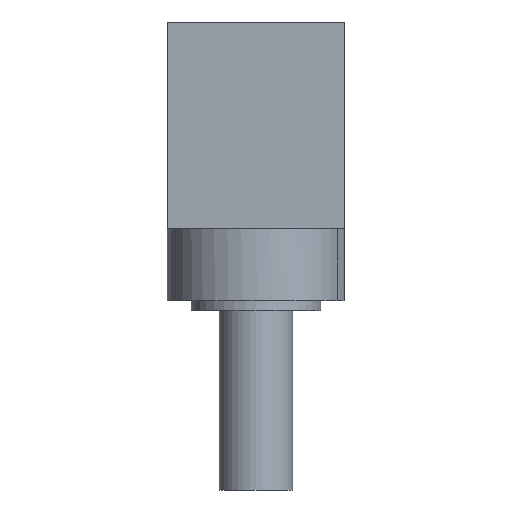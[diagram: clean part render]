
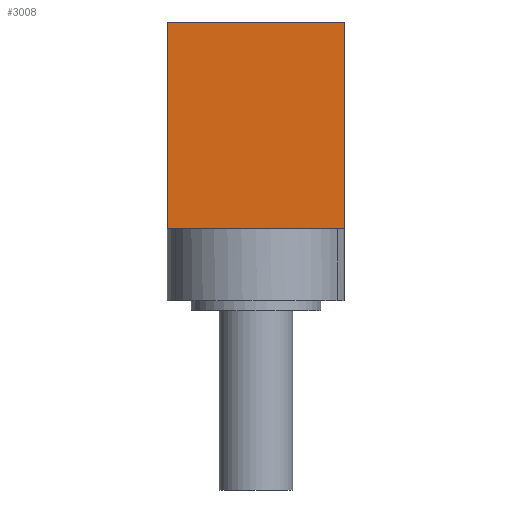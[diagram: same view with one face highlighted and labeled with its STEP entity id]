
A CAD part, front view. The second image highlights one B-rep face of the part: STEP entity #3008.
In plain terms, the highlighted planar face has unit normal (0, -1, 0).
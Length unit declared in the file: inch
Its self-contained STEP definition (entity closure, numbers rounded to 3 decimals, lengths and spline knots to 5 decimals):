
#62 = LINE ( 'NONE', #1360, #2855 ) ;
#360 = ORIENTED_EDGE ( 'NONE', *, *, #4331, .T. ) ;
#468 = DIRECTION ( 'NONE',  ( 0., 0., -1. ) ) ;
#553 = CARTESIAN_POINT ( 'NONE',  ( 0.185, -0.18494, -0.43065 ) ) ;
#729 = EDGE_CURVE ( 'NONE', #3289, #2323, #2647, .T. ) ;
#795 = CARTESIAN_POINT ( 'NONE',  ( -0.00064, -0.18494, -0.43065 ) ) ;
#855 = LINE ( 'NONE', #1287, #994 ) ;
#878 = CARTESIAN_POINT ( 'NONE',  ( -0.185, -0.18494, -0.58065 ) ) ;
#994 = VECTOR ( 'NONE', #2061, 39.37008 ) ;
#1273 = VERTEX_POINT ( 'NONE', #3466 ) ;
#1287 = CARTESIAN_POINT ( 'NONE',  ( -0.185, -0.18494, 0. ) ) ;
#1360 = CARTESIAN_POINT ( 'NONE',  ( 0.185, -0.18494, -0.58065 ) ) ;
#1374 = EDGE_CURVE ( 'NONE', #2422, #2599, #2345, .T. ) ;
#1447 = ORIENTED_EDGE ( 'NONE', *, *, #2499, .F. ) ;
#1451 = AXIS2_PLACEMENT_3D ( 'NONE', #878, #4453, #468 ) ;
#1874 = VECTOR ( 'NONE', #2353, 39.37008 ) ;
#1998 = CARTESIAN_POINT ( 'NONE',  ( -0.185, -0.18494, -0.43065 ) ) ;
#2061 = DIRECTION ( 'NONE',  ( 1., 0., 0. ) ) ;
#2126 = ORIENTED_EDGE ( 'NONE', *, *, #4143, .T. ) ;
#2168 = VECTOR ( 'NONE', #4363, 39.37008 ) ;
#2323 = VERTEX_POINT ( 'NONE', #3817 ) ;
#2345 = LINE ( 'NONE', #4044, #4568 ) ;
#2353 = DIRECTION ( 'NONE',  ( 0., 0., 1. ) ) ;
#2422 = VERTEX_POINT ( 'NONE', #795 ) ;
#2499 = EDGE_CURVE ( 'NONE', #2323, #1273, #855, .T. ) ;
#2599 = VERTEX_POINT ( 'NONE', #553 ) ;
#2647 = LINE ( 'NONE', #4263, #1874 ) ;
#2748 = CARTESIAN_POINT ( 'NONE',  ( -0.185, -0.18494, -0.43065 ) ) ;
#2855 = VECTOR ( 'NONE', #3383, 39.37008 ) ;
#2954 = FACE_OUTER_BOUND ( 'NONE', #4799, .T. ) ;
#3008 = ADVANCED_FACE ( 'NONE', ( #2954 ), #4946, .T. ) ;
#3289 = VERTEX_POINT ( 'NONE', #1998 ) ;
#3383 = DIRECTION ( 'NONE',  ( 0., 0., 1. ) ) ;
#3466 = CARTESIAN_POINT ( 'NONE',  ( 0.185, -0.18494, 0. ) ) ;
#3677 = ORIENTED_EDGE ( 'NONE', *, *, #729, .F. ) ;
#3817 = CARTESIAN_POINT ( 'NONE',  ( -0.185, -0.18494, 0. ) ) ;
#3969 = LINE ( 'NONE', #2748, #2168 ) ;
#4044 = CARTESIAN_POINT ( 'NONE',  ( -0.185, -0.18494, -0.43065 ) ) ;
#4143 = EDGE_CURVE ( 'NONE', #3289, #2422, #3969, .T. ) ;
#4263 = CARTESIAN_POINT ( 'NONE',  ( -0.185, -0.18494, -0.58065 ) ) ;
#4331 = EDGE_CURVE ( 'NONE', #2599, #1273, #62, .T. ) ;
#4363 = DIRECTION ( 'NONE',  ( 1., 0., 0. ) ) ;
#4407 = DIRECTION ( 'NONE',  ( 1., 0., 0. ) ) ;
#4453 = DIRECTION ( 'NONE',  ( 0., -1., 0. ) ) ;
#4568 = VECTOR ( 'NONE', #4407, 39.37008 ) ;
#4604 = ORIENTED_EDGE ( 'NONE', *, *, #1374, .T. ) ;
#4799 = EDGE_LOOP ( 'NONE', ( #3677, #2126, #4604, #360, #1447 ) ) ;
#4946 = PLANE ( 'NONE',  #1451 ) ;
